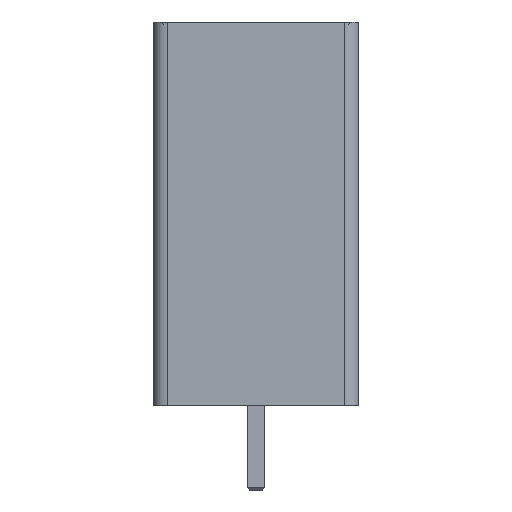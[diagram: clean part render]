
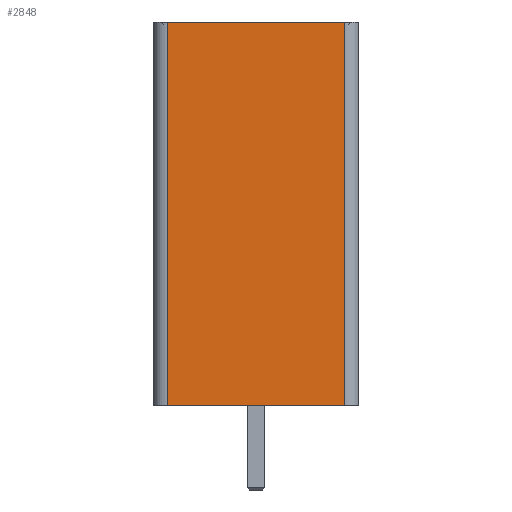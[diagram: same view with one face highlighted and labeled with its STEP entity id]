
A CAD part, left-side view. The second image highlights one B-rep face of the part: STEP entity #2848.
In plain terms, the highlighted planar face has unit normal (-1, 0, 0).
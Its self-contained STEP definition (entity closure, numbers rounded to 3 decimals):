
#32 = PLANE('',#33);
#33 = AXIS2_PLACEMENT_3D('',#34,#35,#36);
#34 = CARTESIAN_POINT('',(-3.6,-3.75,14.));
#35 = DIRECTION('',(0.,0.,1.));
#36 = DIRECTION('',(1.,0.,0.));
#57 = VERTEX_POINT('',#58);
#58 = CARTESIAN_POINT('',(-3.6,3.25,14.));
#73 = CYLINDRICAL_SURFACE('',#74,0.5);
#74 = AXIS2_PLACEMENT_3D('',#75,#76,#77);
#75 = CARTESIAN_POINT('',(-3.1,3.25,0.));
#76 = DIRECTION('',(0.,0.,1.));
#77 = DIRECTION('',(0.,1.,0.));
#85 = EDGE_CURVE('',#86,#57,#88,.T.);
#86 = VERTEX_POINT('',#87);
#87 = CARTESIAN_POINT('',(-3.6,-3.25,14.));
#88 = SURFACE_CURVE('',#89,(#93,#100),.PCURVE_S1.);
#89 = LINE('',#90,#91);
#90 = CARTESIAN_POINT('',(-3.6,-3.75,14.));
#91 = VECTOR('',#92,1.);
#92 = DIRECTION('',(0.,1.,0.));
#93 = PCURVE('',#32,#94);
#94 = DEFINITIONAL_REPRESENTATION('',(#95),#99);
#95 = LINE('',#96,#97);
#96 = CARTESIAN_POINT('',(0.,0.));
#97 = VECTOR('',#98,1.);
#98 = DIRECTION('',(0.,1.));
#99 = ( GEOMETRIC_REPRESENTATION_CONTEXT(2)
PARAMETRIC_REPRESENTATION_CONTEXT() REPRESENTATION_CONTEXT('2D SPACE',''
) );
#100 = PCURVE('',#101,#106);
#101 = PLANE('',#102);
#102 = AXIS2_PLACEMENT_3D('',#103,#104,#105);
#103 = CARTESIAN_POINT('',(-3.6,-3.75,0.));
#104 = DIRECTION('',(1.,0.,0.));
#105 = DIRECTION('',(0.,0.,1.));
#106 = DEFINITIONAL_REPRESENTATION('',(#107),#111);
#107 = LINE('',#108,#109);
#108 = CARTESIAN_POINT('',(14.,0.));
#109 = VECTOR('',#110,1.);
#110 = DIRECTION('',(0.,-1.));
#111 = ( GEOMETRIC_REPRESENTATION_CONTEXT(2)
PARAMETRIC_REPRESENTATION_CONTEXT() REPRESENTATION_CONTEXT('2D SPACE',''
) );
#130 = CYLINDRICAL_SURFACE('',#131,0.5);
#131 = AXIS2_PLACEMENT_3D('',#132,#133,#134);
#132 = CARTESIAN_POINT('',(-3.1,-3.25,0.));
#133 = DIRECTION('',(0.,0.,1.));
#134 = DIRECTION('',(-1.,0.,0.));
#329 = PLANE('',#330);
#330 = AXIS2_PLACEMENT_3D('',#331,#332,#333);
#331 = CARTESIAN_POINT('',(-3.6,-3.75,0.));
#332 = DIRECTION('',(0.,0.,1.));
#333 = DIRECTION('',(1.,0.,0.));
#2803 = VERTEX_POINT('',#2804);
#2804 = CARTESIAN_POINT('',(-3.6,-3.25,0.));
#2828 = EDGE_CURVE('',#2803,#86,#2829,.T.);
#2829 = SURFACE_CURVE('',#2830,(#2834,#2841),.PCURVE_S1.);
#2830 = LINE('',#2831,#2832);
#2831 = CARTESIAN_POINT('',(-3.6,-3.25,0.));
#2832 = VECTOR('',#2833,1.);
#2833 = DIRECTION('',(0.,0.,1.));
#2834 = PCURVE('',#130,#2835);
#2835 = DEFINITIONAL_REPRESENTATION('',(#2836),#2840);
#2836 = LINE('',#2837,#2838);
#2837 = CARTESIAN_POINT('',(0.,0.));
#2838 = VECTOR('',#2839,1.);
#2839 = DIRECTION('',(0.,1.));
#2840 = ( GEOMETRIC_REPRESENTATION_CONTEXT(2)
PARAMETRIC_REPRESENTATION_CONTEXT() REPRESENTATION_CONTEXT('2D SPACE',''
) );
#2841 = PCURVE('',#101,#2842);
#2842 = DEFINITIONAL_REPRESENTATION('',(#2843),#2847);
#2843 = LINE('',#2844,#2845);
#2844 = CARTESIAN_POINT('',(0.,-0.5));
#2845 = VECTOR('',#2846,1.);
#2846 = DIRECTION('',(1.,0.));
#2847 = ( GEOMETRIC_REPRESENTATION_CONTEXT(2)
PARAMETRIC_REPRESENTATION_CONTEXT() REPRESENTATION_CONTEXT('2D SPACE',''
) );
#2848 = ADVANCED_FACE('',(#2849),#101,.F.);
#2849 = FACE_BOUND('',#2850,.F.);
#2850 = EDGE_LOOP('',(#2851,#2852,#2853,#2876));
#2851 = ORIENTED_EDGE('',*,*,#85,.F.);
#2852 = ORIENTED_EDGE('',*,*,#2828,.F.);
#2853 = ORIENTED_EDGE('',*,*,#2854,.T.);
#2854 = EDGE_CURVE('',#2803,#2855,#2857,.T.);
#2855 = VERTEX_POINT('',#2856);
#2856 = CARTESIAN_POINT('',(-3.6,3.25,0.));
#2857 = SURFACE_CURVE('',#2858,(#2862,#2869),.PCURVE_S1.);
#2858 = LINE('',#2859,#2860);
#2859 = CARTESIAN_POINT('',(-3.6,-3.75,0.));
#2860 = VECTOR('',#2861,1.);
#2861 = DIRECTION('',(0.,1.,0.));
#2862 = PCURVE('',#101,#2863);
#2863 = DEFINITIONAL_REPRESENTATION('',(#2864),#2868);
#2864 = LINE('',#2865,#2866);
#2865 = CARTESIAN_POINT('',(0.,0.));
#2866 = VECTOR('',#2867,1.);
#2867 = DIRECTION('',(0.,-1.));
#2868 = ( GEOMETRIC_REPRESENTATION_CONTEXT(2)
PARAMETRIC_REPRESENTATION_CONTEXT() REPRESENTATION_CONTEXT('2D SPACE',''
) );
#2869 = PCURVE('',#329,#2870);
#2870 = DEFINITIONAL_REPRESENTATION('',(#2871),#2875);
#2871 = LINE('',#2872,#2873);
#2872 = CARTESIAN_POINT('',(0.,0.));
#2873 = VECTOR('',#2874,1.);
#2874 = DIRECTION('',(0.,1.));
#2875 = ( GEOMETRIC_REPRESENTATION_CONTEXT(2)
PARAMETRIC_REPRESENTATION_CONTEXT() REPRESENTATION_CONTEXT('2D SPACE',''
) );
#2876 = ORIENTED_EDGE('',*,*,#2877,.T.);
#2877 = EDGE_CURVE('',#2855,#57,#2878,.T.);
#2878 = SURFACE_CURVE('',#2879,(#2883,#2890),.PCURVE_S1.);
#2879 = LINE('',#2880,#2881);
#2880 = CARTESIAN_POINT('',(-3.6,3.25,0.));
#2881 = VECTOR('',#2882,1.);
#2882 = DIRECTION('',(0.,0.,1.));
#2883 = PCURVE('',#101,#2884);
#2884 = DEFINITIONAL_REPRESENTATION('',(#2885),#2889);
#2885 = LINE('',#2886,#2887);
#2886 = CARTESIAN_POINT('',(0.,-7.));
#2887 = VECTOR('',#2888,1.);
#2888 = DIRECTION('',(1.,0.));
#2889 = ( GEOMETRIC_REPRESENTATION_CONTEXT(2)
PARAMETRIC_REPRESENTATION_CONTEXT() REPRESENTATION_CONTEXT('2D SPACE',''
) );
#2890 = PCURVE('',#73,#2891);
#2891 = DEFINITIONAL_REPRESENTATION('',(#2892),#2896);
#2892 = LINE('',#2893,#2894);
#2893 = CARTESIAN_POINT('',(1.571,0.));
#2894 = VECTOR('',#2895,1.);
#2895 = DIRECTION('',(0.,1.));
#2896 = ( GEOMETRIC_REPRESENTATION_CONTEXT(2)
PARAMETRIC_REPRESENTATION_CONTEXT() REPRESENTATION_CONTEXT('2D SPACE',''
) );
